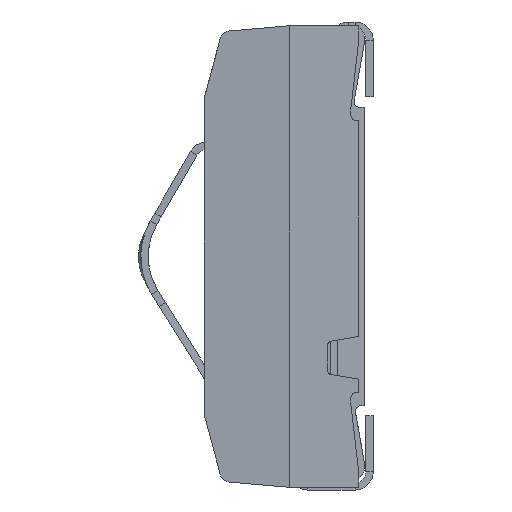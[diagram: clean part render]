
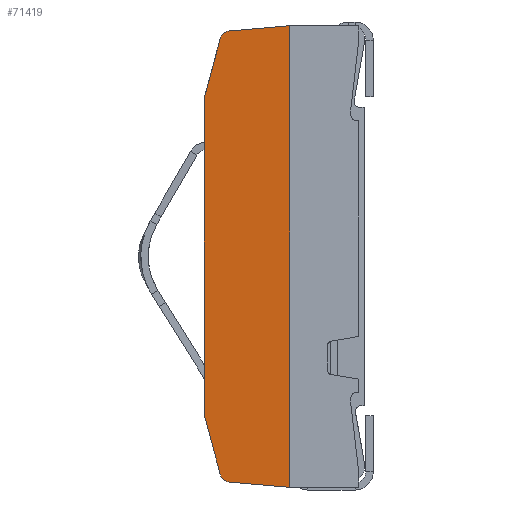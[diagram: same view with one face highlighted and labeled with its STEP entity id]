
A CAD part, left-side view. The second image highlights one B-rep face of the part: STEP entity #71419.
In plain terms, the highlighted planar face has unit normal (-0.996, 0.087, 0).
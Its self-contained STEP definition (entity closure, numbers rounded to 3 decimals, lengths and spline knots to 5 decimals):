
#4753=DIRECTION('',(0.,0.,1.));
#4754=VECTOR('',#4753,0.298);
#4755=CARTESIAN_POINT('',(-0.462,0.125,-0.149));
#4756=LINE('',#4755,#4754);
#4956=DIRECTION('',(0.023,0.259,0.966));
#4957=VECTOR('',#4956,0.05715);
#4958=CARTESIAN_POINT('',(-0.46329,0.11021,
-0.20419));
#4959=LINE('',#4958,#4957);
#31759=DIRECTION('',(-0.087,-0.992,-0.087));
#31760=VECTOR('',#31759,0.05685);
#31761=CARTESIAN_POINT('',(-0.46406,0.10142,
-0.21156));
#31762=LINE('',#31761,#31760);
#31780=CARTESIAN_POINT('',(-0.46329,0.11021,
-0.20419));
#31781=CARTESIAN_POINT('',(-0.46335,0.10961,
-0.20645));
#31782=CARTESIAN_POINT('',(-0.46355,0.10728,
-0.20963));
#31783=CARTESIAN_POINT('',(-0.46386,0.10375,
-0.21136));
#31784=CARTESIAN_POINT('',(-0.46406,0.10142,
-0.21156));
#31805=DIRECTION('',(0.087,0.992,-0.087));
#31806=VECTOR('',#31805,0.05685);
#31807=CARTESIAN_POINT('',(-0.469,0.045,0.2165));
#31808=LINE('',#31807,#31806);
#31842=CARTESIAN_POINT('',(-0.46329,0.11021,
0.20419));
#31843=CARTESIAN_POINT('',(-0.46335,0.10961,
0.20645));
#31844=CARTESIAN_POINT('',(-0.46355,0.10728,
0.20963));
#31845=CARTESIAN_POINT('',(-0.46386,0.10375,
0.21136));
#31846=CARTESIAN_POINT('',(-0.46406,0.10142,
0.21156));
#32188=DIRECTION('',(-0.023,-0.259,0.966));
#32189=VECTOR('',#32188,0.05715);
#32190=CARTESIAN_POINT('',(-0.462,0.125,0.149));
#32191=LINE('',#32190,#32189);
#33105=DIRECTION('',(0.,0.,-1.));
#33106=VECTOR('',#33105,0.433);
#33107=CARTESIAN_POINT('',(-0.469,0.045,0.2165));
#33108=LINE('',#33107,#33106);
#44232=CARTESIAN_POINT('',(-0.469,0.045,0.2165));
#44233=CARTESIAN_POINT('',(-0.469,0.045,-0.2165));
#44234=VERTEX_POINT('',#44232);
#44235=VERTEX_POINT('',#44233);
#44240=CARTESIAN_POINT('',(-0.462,0.125,-0.149));
#44241=CARTESIAN_POINT('',(-0.462,0.125,0.149));
#44242=VERTEX_POINT('',#44240);
#44243=VERTEX_POINT('',#44241);
#44248=CARTESIAN_POINT('',(-0.46329,0.11021,
0.20419));
#44250=VERTEX_POINT('',#44248);
#44252=CARTESIAN_POINT('',(-0.46406,0.10142,
0.21156));
#44254=VERTEX_POINT('',#44252);
#44256=CARTESIAN_POINT('',(-0.46329,0.11021,
-0.20419));
#44258=VERTEX_POINT('',#44256);
#44260=CARTESIAN_POINT('',(-0.46406,0.10142,
-0.21156));
#44262=VERTEX_POINT('',#44260);
#71399=CARTESIAN_POINT('',(-0.469,0.045,0.2598));
#71400=DIRECTION('',(0.996,-0.087,0.));
#71401=DIRECTION('',(0.087,0.996,0.));
#71402=AXIS2_PLACEMENT_3D('',#71399,#71400,#71401);
#71403=PLANE('',#71402);
#71404=ORIENTED_EDGE('',*,*,#71387,.F.);
#71406=ORIENTED_EDGE('',*,*,#71405,.F.);
#71407=ORIENTED_EDGE('',*,*,#46792,.T.);
#71408=ORIENTED_EDGE('',*,*,#46720,.T.);
#71410=ORIENTED_EDGE('',*,*,#71409,.T.);
#71412=ORIENTED_EDGE('',*,*,#71411,.T.);
#71414=ORIENTED_EDGE('',*,*,#71413,.F.);
#71416=ORIENTED_EDGE('',*,*,#71415,.T.);
#71417=EDGE_LOOP('',(#71404,#71406,#71407,#71408,#71410,#71412,#71414,#71416));
#71418=FACE_OUTER_BOUND('',#71417,.F.);
#31785=B_SPLINE_CURVE_WITH_KNOTS('',3,(#31780,#31781,#31782,#31783,#31784),
.UNSPECIFIED.,.F.,.F.,(4,1,4),(0.,0.5,1.),.UNSPECIFIED.);
#31847=B_SPLINE_CURVE_WITH_KNOTS('',3,(#31842,#31843,#31844,#31845,#31846),
.UNSPECIFIED.,.F.,.F.,(4,1,4),(0.,0.5,1.),.UNSPECIFIED.);
#46720=EDGE_CURVE('',#44242,#44243,#4756,.T.);
#46792=EDGE_CURVE('',#44258,#44242,#4959,.T.);
#71387=EDGE_CURVE('',#44262,#44235,#31762,.T.);
#71405=EDGE_CURVE('',#44258,#44262,#31785,.T.);
#71409=EDGE_CURVE('',#44243,#44250,#32191,.T.);
#71411=EDGE_CURVE('',#44250,#44254,#31847,.T.);
#71413=EDGE_CURVE('',#44234,#44254,#31808,.T.);
#71415=EDGE_CURVE('',#44234,#44235,#33108,.T.);
#71419=ADVANCED_FACE('',(#71418),#71403,.F.);
